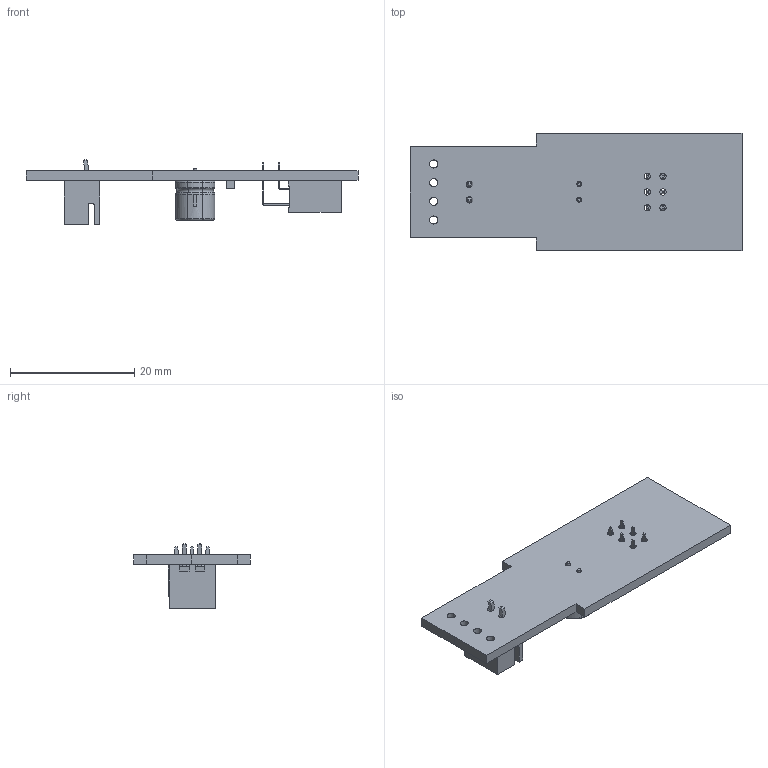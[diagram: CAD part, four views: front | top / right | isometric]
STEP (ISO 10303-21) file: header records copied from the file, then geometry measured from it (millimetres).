
FILE_DESCRIPTION(('KiCad electronic assembly'),'2;1');
FILE_NAME('POVswitchboard.STEP','2023-04-09T23:03:40',('Pcbnew'),( 'Kicad'),'Open CASCADE STEP processor 7.6','KiCad to STEP converter' ,'Unknown');
FILE_SCHEMA(('AUTOMOTIVE_DESIGN { 1 0 10303 214 1 1 1 1 }'));
Length unit declared in the file: millimetre
Products named in the file (10): POVswitchboard 1; CP_Radial_D6.3mm_P2.50mm; SOLID; PinSocket_2x03_P2.54mm_Horizontal; C_0805_2012Metric; JST_XH_B2B-XH-A_1x02_P2.50mm_Vertical; POVswitchboard PCB
Assembly tree (9 placements, depth 3):
  POVswitchboard 1
    CP_Radial_D6.3mm_P2.50mm
      SOLID
    PinSocket_2x03_P2.54mm_Horizontal
      SOLID
    C_0805_2012Metric
      SOLID
    JST_XH_B2B-XH-A_1x02_P2.50mm_Vertical
      SOLID
    POVswitchboard PCB
Bounding box: 53.34 x 18.8 x 10.4 mm (x, y, z)
Volume: 2113.5 mm3; surface area: 3250.4 mm2
Topology: 5 solids, 6 shells, 408 faces, 1061 edges, 692 vertices
Faces by surface type: bspline 383, cylinder 14, plane 11
Full cylindrical faces by diameter (mm): 0.8 x2, 1 x8, 1.3 x4
Entity records: 27194 total; most frequent: CARTESIAN_POINT 9999, B_SPLINE_CURVE_WITH_KNOTS 2792, ORIENTED_EDGE 2122, PCURVE 2122, DEFINITIONAL_REPRESENTATION 2122, EDGE_CURVE 1061, SURFACE_CURVE 1045, VERTEX_POINT 692
